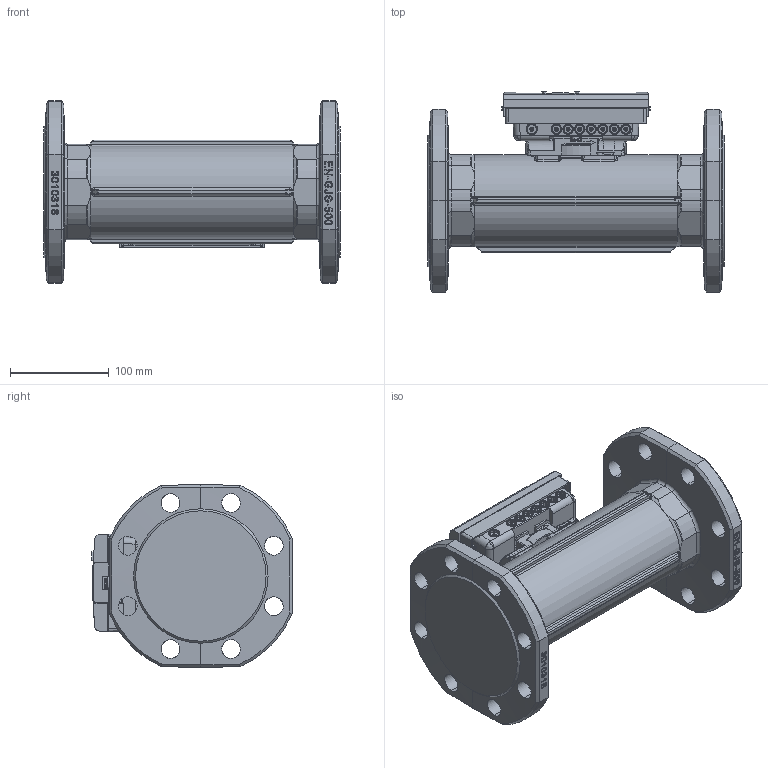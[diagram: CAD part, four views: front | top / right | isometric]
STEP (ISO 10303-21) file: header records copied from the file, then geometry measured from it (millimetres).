
FILE_DESCRIPTION (( 'STEP AP203' ), '1' );
FILE_NAME ('SHARKY775_DN80_300_FL_iron.step', '2016-07-24T14:01:56', ( 'Anwender' ), ( 'HYDROMETER GmbH' ), 'SwSTEP 2.0', 'SolidWorks 2014', '' );
FILE_SCHEMA (( 'CONFIG_CONTROL_DESIGN' ));
Products named in the file (1): SHARKY775_DN80_300_FL_iron
Bounding box: 300 x 202.8 x 185 mm (x, y, z)
Volume: 3523550.6 mm3; surface area: 292270.7 mm2
Topology: 2 solids, 4 shells, 3414 faces, 9160 edges, 5980 vertices
Faces by surface type: plane 1966, cylinder 665, bspline 567, cone 149, torus 62, sphere 5
Entity records: 141279 total; most frequent: CARTESIAN_POINT 60605, ORIENTED_EDGE 18308, DIRECTION 14175, EDGE_CURVE 9154, VERTEX_POINT 5980, VECTOR 5909, LINE 5909, AXIS2_PLACEMENT_3D 4133
